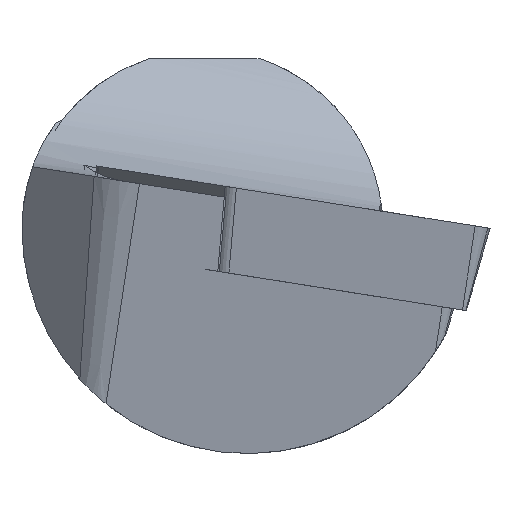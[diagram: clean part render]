
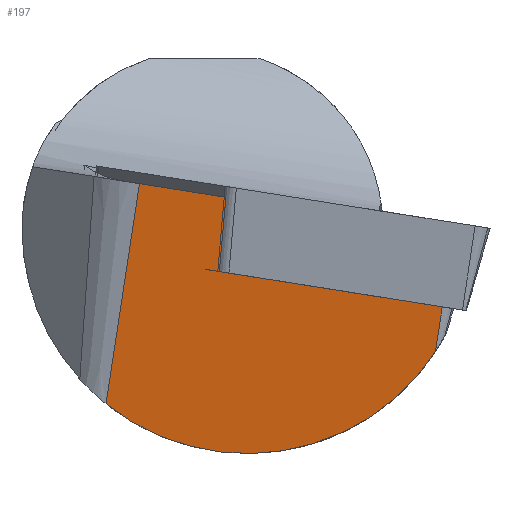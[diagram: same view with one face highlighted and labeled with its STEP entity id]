
A CAD part, left-side view. The second image highlights one B-rep face of the part: STEP entity #197.
In plain terms, the highlighted planar face has unit normal (-0.991, 0.07, -0.112).
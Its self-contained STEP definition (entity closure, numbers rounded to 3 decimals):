
#153=ELLIPSE('',#704,6.356,6.3);
#197=ADVANCED_FACE('',(#244),#217,.F.);
#217=PLANE('',#705);
#244=FACE_OUTER_BOUND('',#276,.T.);
#276=EDGE_LOOP('',(#392,#393,#394,#395,#396,#397));
#392=ORIENTED_EDGE('',*,*,#563,.T.);
#393=ORIENTED_EDGE('',*,*,#564,.T.);
#394=ORIENTED_EDGE('',*,*,#539,.F.);
#395=ORIENTED_EDGE('',*,*,#562,.F.);
#396=ORIENTED_EDGE('',*,*,#565,.T.);
#397=ORIENTED_EDGE('',*,*,#552,.T.);
#475=VERTEX_POINT('',#1023);
#476=VERTEX_POINT('',#1024);
#485=VERTEX_POINT('',#1053);
#486=VERTEX_POINT('',#1055);
#491=VERTEX_POINT('',#1117);
#492=VERTEX_POINT('',#1121);
#539=EDGE_CURVE('',#475,#476,#597,.T.);
#552=EDGE_CURVE('',#486,#485,#603,.T.);
#562=EDGE_CURVE('',#491,#475,#608,.T.);
#563=EDGE_CURVE('',#485,#492,#609,.T.);
#564=EDGE_CURVE('',#492,#476,#610,.T.);
#565=EDGE_CURVE('',#491,#486,#153,.T.);
#597=LINE('',#1022,#640);
#603=LINE('',#1054,#646);
#608=LINE('',#1118,#651);
#609=LINE('',#1120,#652);
#610=LINE('',#1122,#653);
#640=VECTOR('',#798,1.);
#646=VECTOR('',#818,1.);
#651=VECTOR('',#833,1.);
#652=VECTOR('',#836,1.);
#653=VECTOR('',#837,1.);
#704=AXIS2_PLACEMENT_3D('',#1123,#838,#839);
#705=AXIS2_PLACEMENT_3D('',#1124,#840,#841);
#798=DIRECTION('',(-0.052,-0.986,-0.156));
#818=DIRECTION('',(-0.122,-0.149,0.981));
#833=DIRECTION('',(-0.122,-0.149,0.981));
#836=DIRECTION('',(0.052,0.986,0.156));
#837=DIRECTION('',(-0.118,-0.086,0.989));
#838=DIRECTION('',(-0.991,0.07,-0.112));
#839=DIRECTION('',(-0.132,-0.523,0.842));
#840=DIRECTION('',(0.991,-0.07,0.112));
#841=DIRECTION('',(0.113,0.,-0.994));
#1022=CARTESIAN_POINT('',(0.882,6.693,2.027));
#1023=CARTESIAN_POINT('',(0.627,1.812,1.254));
#1024=CARTESIAN_POINT('',(0.5,-0.604,0.872));
#1053=CARTESIAN_POINT('',(0.421,-6.661,-2.194));
#1054=CARTESIAN_POINT('',(0.129,-7.019,0.159));
#1055=CARTESIAN_POINT('',(0.577,-6.47,-3.452));
#1117=CARTESIAN_POINT('',(1.391,2.748,-4.91));
#1118=CARTESIAN_POINT('',(0.59,1.767,1.551));
#1120=CARTESIAN_POINT('',(0.882,2.124,-0.802));
#1121=CARTESIAN_POINT('',(0.748,-0.422,-1.206));
#1122=CARTESIAN_POINT('',(0.446,-0.643,1.323));
#1123=CARTESIAN_POINT('',(0.557,-1.2,0.));
#1124=CARTESIAN_POINT('',(0.59,1.767,1.551));
